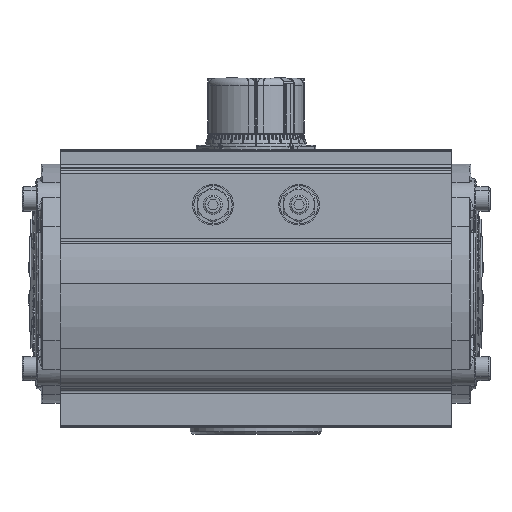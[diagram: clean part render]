
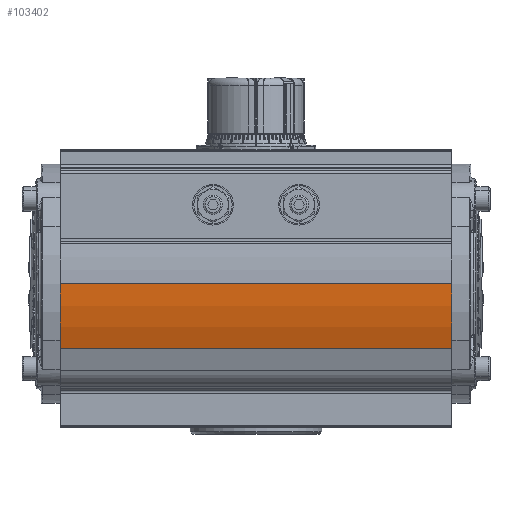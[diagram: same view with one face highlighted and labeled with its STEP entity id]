
A CAD part, top view. The second image highlights one B-rep face of the part: STEP entity #103402.
In plain terms, the highlighted cylindrical face has radius 79 mm (diameter 158 mm), a partial arc.
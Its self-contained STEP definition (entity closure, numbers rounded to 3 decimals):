
#29374 = FACE_OUTER_BOUND ( 'NONE', #103395, .T. ) ;
#29439 = LINE ( 'NONE', #29538, #29537 ) ;
#29466 = DIRECTION ( 'NONE',  ( 0., 0., -1. ) ) ;
#29468 = DIRECTION ( 'NONE',  ( 0., -1., 0. ) ) ;
#29469 = CARTESIAN_POINT ( 'NONE',  ( 52.124, -0.323, -12.5 ) ) ;
#29470 = AXIS2_PLACEMENT_3D ( 'NONE', #29469, #29468, #29466 ) ;
#29471 = CYLINDRICAL_SURFACE ( 'NONE', #29470, 79. ) ;
#29535 = DIRECTION ( 'NONE',  ( 0., 1., 0. ) ) ;
#29537 = VECTOR ( 'NONE', #29535, 1000. ) ;
#29538 = CARTESIAN_POINT ( 'NONE',  ( -26.876, -0.323, -12.5 ) ) ;
#29603 = CARTESIAN_POINT ( 'NONE',  ( -26.876, 81.577, -12.5 ) ) ;
#29772 = CARTESIAN_POINT ( 'NONE',  ( -26.876, -82.223, -12.5 ) ) ;
#29791 = CARTESIAN_POINT ( 'NONE',  ( 52.124, -82.223, -12.5 ) ) ;
#29809 = CIRCLE ( 'NONE', #29829, 79. ) ;
#29829 = AXIS2_PLACEMENT_3D ( 'NONE', #29791, #29911, #29909 ) ;
#29883 = AXIS2_PLACEMENT_3D ( 'NONE', #29950, #29948, #29944 ) ;
#29898 = CIRCLE ( 'NONE', #29883, 79. ) ;
#29909 = DIRECTION ( 'NONE',  ( 0., 0., -1. ) ) ;
#29911 = DIRECTION ( 'NONE',  ( 0., 1., 0. ) ) ;
#29928 = DIRECTION ( 'NONE',  ( 0., 1., 0. ) ) ;
#29929 = VECTOR ( 'NONE', #29928, 1000. ) ;
#29935 = CARTESIAN_POINT ( 'NONE',  ( -22.112, -0.323, -39.52 ) ) ;
#29936 = LINE ( 'NONE', #29935, #29929 ) ;
#29944 = DIRECTION ( 'NONE',  ( 0., 0., -1. ) ) ;
#29948 = DIRECTION ( 'NONE',  ( 0., -1., 0. ) ) ;
#29950 = CARTESIAN_POINT ( 'NONE',  ( 52.124, 81.577, -12.5 ) ) ;
#30029 = CARTESIAN_POINT ( 'NONE',  ( -22.112, 81.577, -39.52 ) ) ;
#30221 = CARTESIAN_POINT ( 'NONE',  ( -22.112, -82.223, -39.52 ) ) ;
#103373 = ORIENTED_EDGE ( 'NONE', *, *, #103536, .F. ) ;
#103395 = EDGE_LOOP ( 'NONE', ( #103373, #103543, #103541, #103465 ) ) ;
#103402 = ADVANCED_FACE ( 'NONE', ( #29374 ), #29471, .T. ) ;
#103412 = EDGE_CURVE ( 'NONE', #103487, #103429, #29439, .T. ) ;
#103429 = VERTEX_POINT ( 'NONE', #29603 ) ;
#103465 = ORIENTED_EDGE ( 'NONE', *, *, #103534, .T. ) ;
#103487 = VERTEX_POINT ( 'NONE', #29772 ) ;
#103508 = EDGE_CURVE ( 'NONE', #103610, #103487, #29809, .T. ) ;
#103534 = EDGE_CURVE ( 'NONE', #103429, #103550, #29898, .T. ) ;
#103536 = EDGE_CURVE ( 'NONE', #103610, #103550, #29936, .T. ) ;
#103541 = ORIENTED_EDGE ( 'NONE', *, *, #103412, .T. ) ;
#103543 = ORIENTED_EDGE ( 'NONE', *, *, #103508, .T. ) ;
#103550 = VERTEX_POINT ( 'NONE', #30029 ) ;
#103610 = VERTEX_POINT ( 'NONE', #30221 ) ;
